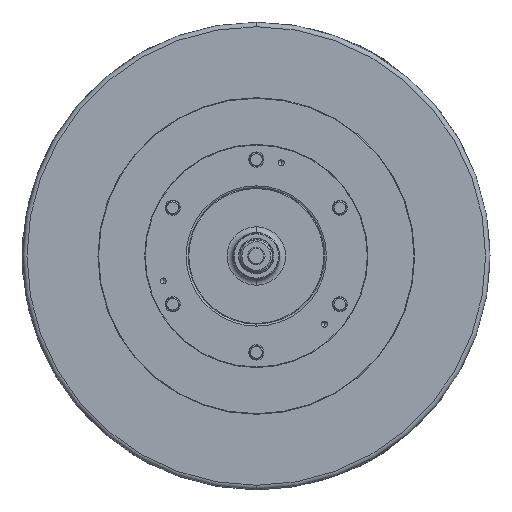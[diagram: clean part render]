
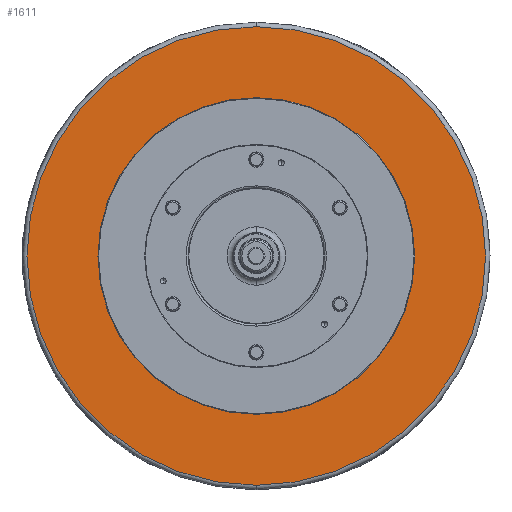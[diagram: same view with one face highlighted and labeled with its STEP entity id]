
A CAD part, left-side view. The second image highlights one B-rep face of the part: STEP entity #1611.
In plain terms, the highlighted planar face has unit normal (-1, 0, 0).
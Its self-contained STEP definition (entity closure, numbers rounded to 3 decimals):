
#1611 = ADVANCED_FACE ( 'NONE', ( #5078, #34588 ), #25405, .T. ) ;
#3690 = AXIS2_PLACEMENT_3D ( 'NONE', #50499, #15117, #56481 ) ;
#5078 = FACE_OUTER_BOUND ( 'NONE', #7295, .T. ) ;
#6249 = AXIS2_PLACEMENT_3D ( 'NONE', #63403, #27855, #69348 ) ;
#7295 = EDGE_LOOP ( 'NONE', ( #45148, #29786 ) ) ;
#8173 = CARTESIAN_POINT ( 'NONE',  ( -126., 400., 0. ) ) ;
#11721 = CIRCLE ( 'NONE', #6249, 271. ) ;
#11996 = EDGE_LOOP ( 'NONE', ( #25832, #72358 ) ) ;
#15117 = DIRECTION ( 'NONE',  ( -1., 0., 0. ) ) ;
#15415 = CARTESIAN_POINT ( 'NONE',  ( -126., 0., 0. ) ) ;
#19823 = VERTEX_POINT ( 'NONE', #24343 ) ;
#21318 = DIRECTION ( 'NONE',  ( 0., 0., -1. ) ) ;
#21465 = EDGE_CURVE ( 'NONE', #70370, #46986, #60045, .T. ) ;
#24343 = CARTESIAN_POINT ( 'NONE',  ( -126., 0., -392.5 ) ) ;
#25405 = PLANE ( 'NONE',  #52753 ) ;
#25815 = CARTESIAN_POINT ( 'NONE',  ( -126., 0., 0. ) ) ;
#25832 = ORIENTED_EDGE ( 'NONE', *, *, #50299, .T. ) ;
#27855 = DIRECTION ( 'NONE',  ( 1., 0., 0. ) ) ;
#29087 = DIRECTION ( 'NONE',  ( -1., 0., 0. ) ) ;
#29786 = ORIENTED_EDGE ( 'NONE', *, *, #57211, .T. ) ;
#31225 = CIRCLE ( 'NONE', #3690, 392.5 ) ;
#31754 = DIRECTION ( 'NONE',  ( 0., 0., 1. ) ) ;
#33018 = CARTESIAN_POINT ( 'NONE',  ( -126., 0., 392.5 ) ) ;
#34588 = FACE_BOUND ( 'NONE', #11996, .T. ) ;
#37161 = EDGE_CURVE ( 'NONE', #38856, #19823, #67398, .T. ) ;
#38856 = VERTEX_POINT ( 'NONE', #33018 ) ;
#41677 = CARTESIAN_POINT ( 'NONE',  ( -126., 0., -271. ) ) ;
#43082 = DIRECTION ( 'NONE',  ( 0., 0., 1. ) ) ;
#45148 = ORIENTED_EDGE ( 'NONE', *, *, #37161, .T. ) ;
#46986 = VERTEX_POINT ( 'NONE', #41677 ) ;
#50299 = EDGE_CURVE ( 'NONE', #46986, #70370, #11721, .T. ) ;
#50499 = CARTESIAN_POINT ( 'NONE',  ( -126., 0., 0. ) ) ;
#52753 = AXIS2_PLACEMENT_3D ( 'NONE', #8173, #29087, #43082 ) ;
#56481 = DIRECTION ( 'NONE',  ( 0., 0., 1. ) ) ;
#56777 = DIRECTION ( 'NONE',  ( 1., 0., 0. ) ) ;
#57211 = EDGE_CURVE ( 'NONE', #19823, #38856, #31225, .T. ) ;
#60045 = CIRCLE ( 'NONE', #63811, 271. ) ;
#62008 = AXIS2_PLACEMENT_3D ( 'NONE', #25815, #67277, #31754 ) ;
#63403 = CARTESIAN_POINT ( 'NONE',  ( -126., 0., 0. ) ) ;
#63811 = AXIS2_PLACEMENT_3D ( 'NONE', #15415, #56777, #21318 ) ;
#67277 = DIRECTION ( 'NONE',  ( -1., 0., 0. ) ) ;
#67398 = CIRCLE ( 'NONE', #62008, 392.5 ) ;
#69348 = DIRECTION ( 'NONE',  ( 0., 0., -1. ) ) ;
#70370 = VERTEX_POINT ( 'NONE', #73996 ) ;
#72358 = ORIENTED_EDGE ( 'NONE', *, *, #21465, .T. ) ;
#73996 = CARTESIAN_POINT ( 'NONE',  ( -126., 0., 271. ) ) ;
